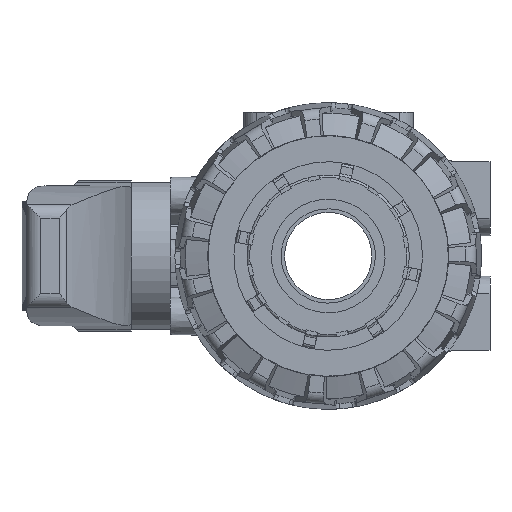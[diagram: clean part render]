
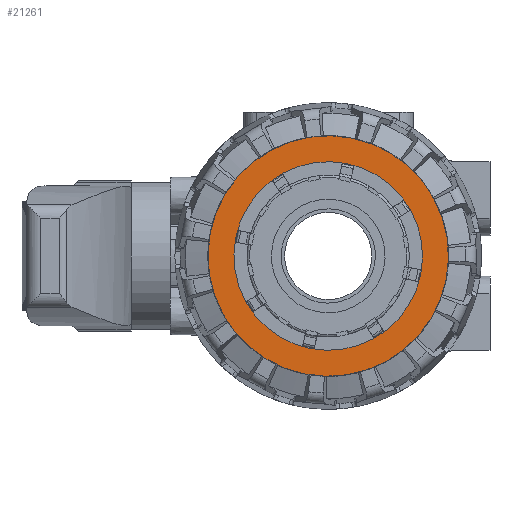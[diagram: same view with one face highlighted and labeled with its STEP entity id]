
A CAD part, left-side view. The second image highlights one B-rep face of the part: STEP entity #21261.
In plain terms, the highlighted face is planar.
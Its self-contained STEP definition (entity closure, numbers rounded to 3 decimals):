
#1791=FACE_BOUND($,#4636,.T.);
#1792=FACE_BOUND($,#4637,.T.);
#2196=CIRCLE($,#22995,25.5);
#2216=CIRCLE($,#23036,20.);
#4636=EDGE_LOOP($,(#17234));
#4637=EDGE_LOOP($,(#17235));
#8865=VERTEX_POINT($,#37507);
#8890=VERTEX_POINT($,#37599);
#11644=EDGE_CURVE($,#8865,#8865,#2196,.T.);
#11687=EDGE_CURVE($,#8890,#8890,#2216,.T.);
#17234=ORIENTED_EDGE($,*,*,#11687,.T.);
#17235=ORIENTED_EDGE($,*,*,#11644,.T.);
#20152=PLANE($,#23202);
#21261=ADVANCED_FACE($,(#1791,#1792),#20152,.T.);
#22995=AXIS2_PLACEMENT_3D($,#37508,#27601,#27602);
#23036=AXIS2_PLACEMENT_3D($,#37600,#27687,#27688);
#23202=AXIS2_PLACEMENT_3D($,#38380,#28076,#28077);
#27601=DIRECTION('center_axis',(0.,1.,0.));
#27602=DIRECTION('ref_axis',(-1.,0.,0.));
#27687=DIRECTION('center_axis',(0.,-1.,0.));
#27688=DIRECTION('ref_axis',(0.,0.,1.));
#28076=DIRECTION('center_axis',(0.,1.,0.));
#28077=DIRECTION('ref_axis',(0.,0.,1.));
#37507=CARTESIAN_POINT('',(-25.5,27.1,0.));
#37508=CARTESIAN_POINT('Origin',(0.,27.1,0.));
#37599=CARTESIAN_POINT('',(0.,27.1,20.));
#37600=CARTESIAN_POINT('Origin',(0.,27.1,0.));
#38380=CARTESIAN_POINT('Origin',(-12.75,27.1,0.));
